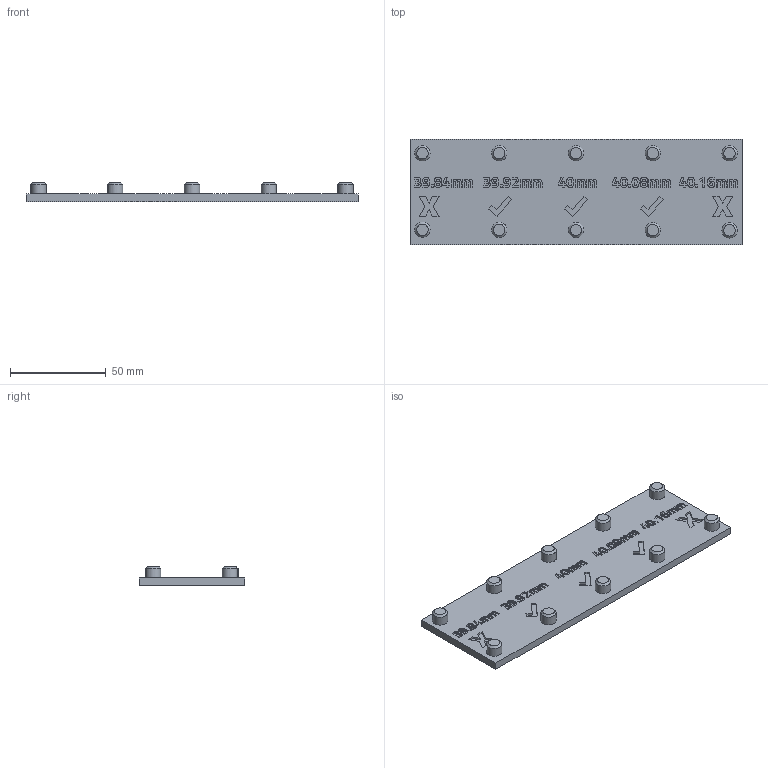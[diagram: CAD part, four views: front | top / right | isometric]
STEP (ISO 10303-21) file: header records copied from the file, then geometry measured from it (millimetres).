
FILE_DESCRIPTION(('FreeCAD Model'),'2;1');
FILE_NAME('z_top_gauge_v2.step','2018-04-13T10:14:28',('Author'),(''), 'Open CASCADE STEP processor 6.9','FreeCAD','Unknown');
FILE_SCHEMA(('AUTOMOTIVE_DESIGN_CC2 { 1 2 10303 214 -1 1 5 4 }'));
Length unit declared in the file: millimetre
Products named in the file (1): LinearPattern001
Bounding box: 173 x 55 x 10 mm (x, y, z)
Volume: 40346.5 mm3; surface area: 23132.8 mm2
Topology: 1 solids, 1 shells, 578 faces, 1541 edges, 1024 vertices
Faces by surface type: plane 325, extrusion 233, cylinder 10, cone 10
Full cylindrical faces by diameter (mm): 7.95 x10
Entity records: 39332 total; most frequent: CARTESIAN_POINT 9869, DIRECTION 4598, VECTOR 3846, LINE 3613, ORIENTED_EDGE 3082, PCURVE 3082, DEFINITIONAL_REPRESENTATION 3082, EDGE_CURVE 1541
